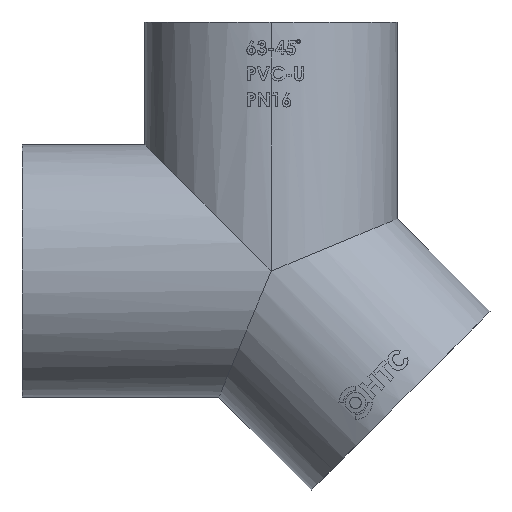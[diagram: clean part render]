
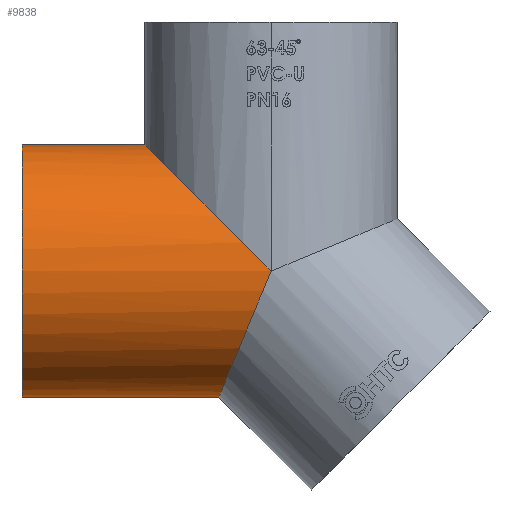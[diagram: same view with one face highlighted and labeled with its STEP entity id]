
A CAD part, left-side view. The second image highlights one B-rep face of the part: STEP entity #9838.
In plain terms, the highlighted cylindrical face has radius 36.5 mm (diameter 73 mm), a partial arc.
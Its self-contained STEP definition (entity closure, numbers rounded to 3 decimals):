
#53 = CARTESIAN_POINT ( 'NONE',  ( -36.5, 0., 0. ) ) ;
#170 = AXIS2_PLACEMENT_3D ( 'NONE', #10852, #2701, #2758 ) ;
#492 =( BOUNDED_CURVE ( )  B_SPLINE_CURVE ( 3, ( #5474, #9102, #952, #4641 ),
 .UNSPECIFIED., .F., .F. ) 
 B_SPLINE_CURVE_WITH_KNOTS ( ( 4, 4 ),
 ( 1.571, 3.142 ),
 .UNSPECIFIED. ) 
 CURVE ( )  GEOMETRIC_REPRESENTATION_ITEM ( )  RATIONAL_B_SPLINE_CURVE ( ( 1., 0.805, 0.805, 1. ) ) 
 REPRESENTATION_ITEM ( '' )  );
#952 = CARTESIAN_POINT ( 'NONE',  ( -21.381, 36.5, 36.5 ) ) ;
#1132 = EDGE_CURVE ( 'NONE', #8711, #10483, #7794, .T. ) ;
#1143 = VECTOR ( 'NONE', #10920, 1000. ) ;
#1293 = DIRECTION ( 'NONE',  ( 0., -1., 0. ) ) ;
#1919 = CARTESIAN_POINT ( 'NONE',  ( 0., 15.119, -36.5 ) ) ;
#2280 = VECTOR ( 'NONE', #9056, 1000. ) ;
#2331 = AXIS2_PLACEMENT_3D ( 'NONE', #4809, #1293, #10992 ) ;
#2368 = EDGE_CURVE ( 'NONE', #4905, #10756, #2523, .T. ) ;
#2398 = CARTESIAN_POINT ( 'NONE',  ( 0., 15.119, -36.5 ) ) ;
#2523 = LINE ( 'NONE', #6326, #2280 ) ;
#2701 = DIRECTION ( 'NONE',  ( 0., 1., 0. ) ) ;
#2758 = DIRECTION ( 'NONE',  ( 0., 0., 1. ) ) ;
#2802 = EDGE_CURVE ( 'NONE', #8530, #10483, #9801, .T. ) ;
#2905 = ORIENTED_EDGE ( 'NONE', *, *, #4904, .F. ) ;
#2930 = ORIENTED_EDGE ( 'NONE', *, *, #2368, .F. ) ;
#3359 = ORIENTED_EDGE ( 'NONE', *, *, #8768, .T. ) ;
#3857 = FACE_OUTER_BOUND ( 'NONE', #4568, .T. ) ;
#4568 = EDGE_LOOP ( 'NONE', ( #2930, #2905, #6942, #9987, #3359 ) ) ;
#4641 = CARTESIAN_POINT ( 'NONE',  ( 0., 36.5, 36.5 ) ) ;
#4809 = CARTESIAN_POINT ( 'NONE',  ( 0., 72., 0. ) ) ;
#4904 = EDGE_CURVE ( 'NONE', #8530, #4905, #9119, .T. ) ;
#4905 = VERTEX_POINT ( 'NONE', #10968 ) ;
#5250 = CARTESIAN_POINT ( 'NONE',  ( -36.5, 0., 0. ) ) ;
#5474 = CARTESIAN_POINT ( 'NONE',  ( -36.5, 0., 0. ) ) ;
#6326 = CARTESIAN_POINT ( 'NONE',  ( 0., 72., 36.5 ) ) ;
#6942 = ORIENTED_EDGE ( 'NONE', *, *, #2802, .T. ) ;
#7110 = CARTESIAN_POINT ( 'NONE',  ( 0., 72., -36.5 ) ) ;
#7794 =( BOUNDED_CURVE ( )  B_SPLINE_CURVE ( 3, ( #5250, #8878, #7991, #2398 ),
 .UNSPECIFIED., .F., .T. ) 
 B_SPLINE_CURVE_WITH_KNOTS ( ( 4, 4 ),
 ( 1.571, 3.142 ),
 .UNSPECIFIED. ) 
 CURVE ( )  GEOMETRIC_REPRESENTATION_ITEM ( )  RATIONAL_B_SPLINE_CURVE ( ( 1., 0.805, 0.805, 1. ) ) 
 REPRESENTATION_ITEM ( '' )  );
#7991 = CARTESIAN_POINT ( 'NONE',  ( -21.381, 15.119, -36.5 ) ) ;
#8404 = CARTESIAN_POINT ( 'NONE',  ( 0., 72., -36.5 ) ) ;
#8530 = VERTEX_POINT ( 'NONE', #8404 ) ;
#8711 = VERTEX_POINT ( 'NONE', #53 ) ;
#8768 = EDGE_CURVE ( 'NONE', #8711, #10756, #492, .T. ) ;
#8878 = CARTESIAN_POINT ( 'NONE',  ( -36.5, 8.856, -21.381 ) ) ;
#9056 = DIRECTION ( 'NONE',  ( 0., -1., 0. ) ) ;
#9093 = CARTESIAN_POINT ( 'NONE',  ( 0., 36.5, 36.5 ) ) ;
#9102 = CARTESIAN_POINT ( 'NONE',  ( -36.5, 21.381, 21.381 ) ) ;
#9119 = CIRCLE ( 'NONE', #170, 36.5 ) ;
#9209 = CYLINDRICAL_SURFACE ( 'NONE', #2331, 36.5 ) ;
#9801 = LINE ( 'NONE', #7110, #1143 ) ;
#9838 = ADVANCED_FACE ( 'NONE', ( #3857 ), #9209, .T. ) ;
#9987 = ORIENTED_EDGE ( 'NONE', *, *, #1132, .F. ) ;
#10483 = VERTEX_POINT ( 'NONE', #1919 ) ;
#10756 = VERTEX_POINT ( 'NONE', #9093 ) ;
#10852 = CARTESIAN_POINT ( 'NONE',  ( 0., 72., 0. ) ) ;
#10920 = DIRECTION ( 'NONE',  ( 0., -1., 0. ) ) ;
#10968 = CARTESIAN_POINT ( 'NONE',  ( 0., 72., 36.5 ) ) ;
#10992 = DIRECTION ( 'NONE',  ( 0., 0., -1. ) ) ;
